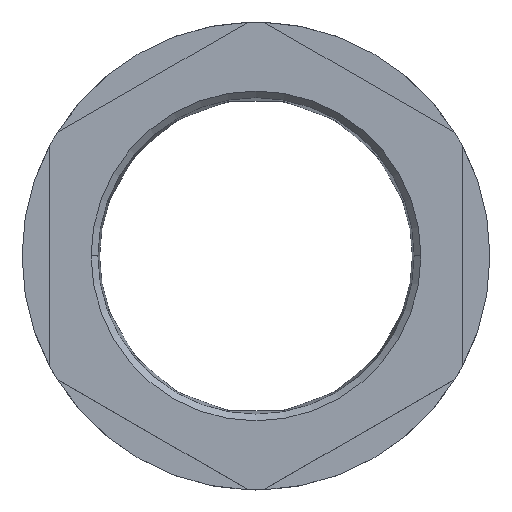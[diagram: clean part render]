
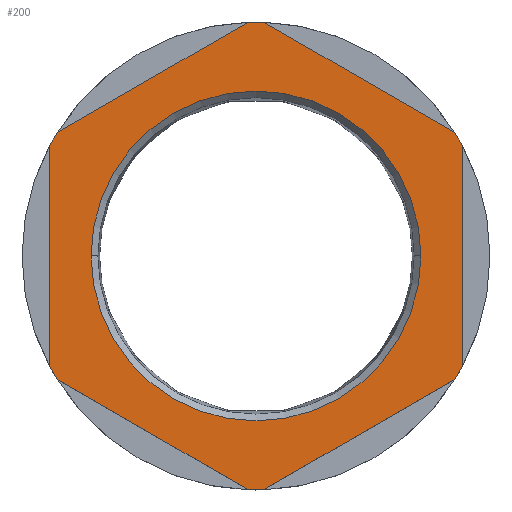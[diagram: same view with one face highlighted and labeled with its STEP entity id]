
A CAD part, top view. The second image highlights one B-rep face of the part: STEP entity #200.
In plain terms, the highlighted planar face has unit normal (0, 0, 1).
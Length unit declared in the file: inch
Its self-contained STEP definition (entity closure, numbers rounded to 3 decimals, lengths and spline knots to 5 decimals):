
#3 = LINE ( 'NONE', #432, #92 ) ;
#4 = ORIENTED_EDGE ( 'NONE', *, *, #259, .T. ) ;
#5 = AXIS2_PLACEMENT_3D ( 'NONE', #652, #649, #644 ) ;
#6 = ORIENTED_EDGE ( 'NONE', *, *, #362, .T. ) ;
#18 = ORIENTED_EDGE ( 'NONE', *, *, #148, .T. ) ;
#28 = ORIENTED_EDGE ( 'NONE', *, *, #404, .T. ) ;
#44 = ORIENTED_EDGE ( 'NONE', *, *, #419, .T. ) ;
#54 = EDGE_CURVE ( 'NONE', #556, #341, #142, .T. ) ;
#59 = VECTOR ( 'NONE', #456, 39.37008 ) ;
#61 = LINE ( 'NONE', #463, #59 ) ;
#62 = VECTOR ( 'NONE', #492, 39.37008 ) ;
#75 = VECTOR ( 'NONE', #441, 39.37008 ) ;
#87 = EDGE_CURVE ( 'NONE', #621, #315, #171, .T. ) ;
#92 = VECTOR ( 'NONE', #427, 39.37008 ) ;
#103 = EDGE_CURVE ( 'NONE', #417, #624, #177, .T. ) ;
#105 = ORIENTED_EDGE ( 'NONE', *, *, #403, .T. ) ;
#115 = CARTESIAN_POINT ( 'NONE',  ( -0.807, -0.43125, 0.138 ) ) ;
#116 = CARTESIAN_POINT ( 'NONE',  ( 0.77697, -0.48326, 0.138 ) ) ;
#125 = VERTEX_POINT ( 'NONE', #637 ) ;
#134 = AXIS2_PLACEMENT_3D ( 'NONE', #487, #486, #485 ) ;
#141 = ORIENTED_EDGE ( 'NONE', *, *, #54, .T. ) ;
#142 = CIRCLE ( 'NONE', #274, 0.915 ) ;
#148 = EDGE_CURVE ( 'NONE', #656, #125, #188, .T. ) ;
#161 = AXIS2_PLACEMENT_3D ( 'NONE', #687, #592, #590 ) ;
#171 = CIRCLE ( 'NONE', #235, 0.645 ) ;
#177 = CIRCLE ( 'NONE', #185, 0.915 ) ;
#185 = AXIS2_PLACEMENT_3D ( 'NONE', #661, #691, #392 ) ;
#188 = CIRCLE ( 'NONE', #161, 0.915 ) ;
#200 = ADVANCED_FACE ( 'NONE', ( #216, #204 ), #476, .T. ) ;
#204 = FACE_OUTER_BOUND ( 'NONE', #567, .T. ) ;
#216 = FACE_BOUND ( 'NONE', #678, .T. ) ;
#226 = CARTESIAN_POINT ( 'NONE',  ( -0.77697, 0.48326, 0.138 ) ) ;
#235 = AXIS2_PLACEMENT_3D ( 'NONE', #688, #710, #669 ) ;
#238 = CIRCLE ( 'NONE', #5, 0.915 ) ;
#243 = CARTESIAN_POINT ( 'NONE',  ( 0.77697, 0.48326, 0.138 ) ) ;
#246 = CIRCLE ( 'NONE', #643, 0.915 ) ;
#247 = CARTESIAN_POINT ( 'NONE',  ( -0.645, 0., 0.138 ) ) ;
#253 = CIRCLE ( 'NONE', #318, 0.915 ) ;
#259 = EDGE_CURVE ( 'NONE', #699, #493, #238, .T. ) ;
#274 = AXIS2_PLACEMENT_3D ( 'NONE', #320, #517, #683 ) ;
#276 = CIRCLE ( 'NONE', #134, 0.645 ) ;
#283 = LINE ( 'NONE', #484, #287 ) ;
#286 = EDGE_CURVE ( 'NONE', #636, #482, #246, .T. ) ;
#287 = VECTOR ( 'NONE', #483, 39.37008 ) ;
#288 = LINE ( 'NONE', #457, #75 ) ;
#290 = VECTOR ( 'NONE', #464, 39.37008 ) ;
#293 = LINE ( 'NONE', #470, #290 ) ;
#294 = LINE ( 'NONE', #478, #62 ) ;
#301 = CARTESIAN_POINT ( 'NONE',  ( -0.03003, -0.91451, 0.138 ) ) ;
#311 = CARTESIAN_POINT ( 'NONE',  ( 0.03003, 0.91451, 0.138 ) ) ;
#315 = VERTEX_POINT ( 'NONE', #601 ) ;
#318 = AXIS2_PLACEMENT_3D ( 'NONE', #540, #539, #536 ) ;
#320 = CARTESIAN_POINT ( 'NONE',  ( 0., 0., 0.138 ) ) ;
#341 = VERTEX_POINT ( 'NONE', #562 ) ;
#362 = EDGE_CURVE ( 'NONE', #700, #426, #253, .T. ) ;
#368 = ORIENTED_EDGE ( 'NONE', *, *, #286, .T. ) ;
#375 = ORIENTED_EDGE ( 'NONE', *, *, #405, .T. ) ;
#379 = CARTESIAN_POINT ( 'NONE',  ( 0.807, -0.43125, 0.138 ) ) ;
#381 = CARTESIAN_POINT ( 'NONE',  ( 0.03003, -0.91451, 0.138 ) ) ;
#387 = EDGE_CURVE ( 'NONE', #315, #621, #276, .T. ) ;
#392 = DIRECTION ( 'NONE',  ( 1., 0., 0. ) ) ;
#395 = EDGE_CURVE ( 'NONE', #125, #700, #283, .T. ) ;
#403 = EDGE_CURVE ( 'NONE', #426, #636, #294, .T. ) ;
#404 = EDGE_CURVE ( 'NONE', #482, #699, #293, .T. ) ;
#405 = EDGE_CURVE ( 'NONE', #493, #417, #61, .T. ) ;
#415 = ORIENTED_EDGE ( 'NONE', *, *, #451, .T. ) ;
#416 = DIRECTION ( 'NONE',  ( 1., 0., 0. ) ) ;
#417 = VERTEX_POINT ( 'NONE', #468 ) ;
#419 = EDGE_CURVE ( 'NONE', #624, #556, #288, .T. ) ;
#426 = VERTEX_POINT ( 'NONE', #438 ) ;
#427 = DIRECTION ( 'NONE',  ( -0.866, -0.5, 0. ) ) ;
#432 = CARTESIAN_POINT ( 'NONE',  ( -0.4035, 0.69888, 0.138 ) ) ;
#433 = DIRECTION ( 'NONE',  ( 0., 0., 1. ) ) ;
#438 = CARTESIAN_POINT ( 'NONE',  ( -0.77697, -0.48326, 0.138 ) ) ;
#441 = DIRECTION ( 'NONE',  ( -0.866, 0.5, 0. ) ) ;
#451 = EDGE_CURVE ( 'NONE', #341, #656, #3, .T. ) ;
#455 = CARTESIAN_POINT ( 'NONE',  ( 0., 0., 0.138 ) ) ;
#456 = DIRECTION ( 'NONE',  ( 0., 1., 0. ) ) ;
#457 = CARTESIAN_POINT ( 'NONE',  ( 0.4035, 0.69888, 0.138 ) ) ;
#460 = ORIENTED_EDGE ( 'NONE', *, *, #387, .F. ) ;
#463 = CARTESIAN_POINT ( 'NONE',  ( 0.807, 0., 0.138 ) ) ;
#464 = DIRECTION ( 'NONE',  ( 0.866, 0.5, 0. ) ) ;
#468 = CARTESIAN_POINT ( 'NONE',  ( 0.807, 0.43125, 0.138 ) ) ;
#470 = CARTESIAN_POINT ( 'NONE',  ( 0.4035, -0.69888, 0.138 ) ) ;
#476 = PLANE ( 'NONE',  #631 ) ;
#478 = CARTESIAN_POINT ( 'NONE',  ( -0.4035, -0.69888, 0.138 ) ) ;
#482 = VERTEX_POINT ( 'NONE', #381 ) ;
#483 = DIRECTION ( 'NONE',  ( 0., -1., 0. ) ) ;
#484 = CARTESIAN_POINT ( 'NONE',  ( -0.807, 0., 0.138 ) ) ;
#485 = DIRECTION ( 'NONE',  ( 1., 0., 0. ) ) ;
#486 = DIRECTION ( 'NONE',  ( 0., 0., 1. ) ) ;
#487 = CARTESIAN_POINT ( 'NONE',  ( 0., 0., 0.138 ) ) ;
#492 = DIRECTION ( 'NONE',  ( 0.866, -0.5, 0. ) ) ;
#493 = VERTEX_POINT ( 'NONE', #379 ) ;
#513 = ORIENTED_EDGE ( 'NONE', *, *, #103, .T. ) ;
#517 = DIRECTION ( 'NONE',  ( 0., 0., 1. ) ) ;
#536 = DIRECTION ( 'NONE',  ( 1., 0., 0. ) ) ;
#539 = DIRECTION ( 'NONE',  ( 0., 0., 1. ) ) ;
#540 = CARTESIAN_POINT ( 'NONE',  ( 0., 0., 0.138 ) ) ;
#556 = VERTEX_POINT ( 'NONE', #311 ) ;
#558 = ORIENTED_EDGE ( 'NONE', *, *, #395, .T. ) ;
#562 = CARTESIAN_POINT ( 'NONE',  ( -0.03003, 0.91451, 0.138 ) ) ;
#567 = EDGE_LOOP ( 'NONE', ( #18, #558, #6, #105, #368, #28, #4, #375, #513, #44, #141, #415 ) ) ;
#590 = DIRECTION ( 'NONE',  ( 1., 0., 0. ) ) ;
#592 = DIRECTION ( 'NONE',  ( 0., 0., 1. ) ) ;
#601 = CARTESIAN_POINT ( 'NONE',  ( 0.645, 0., 0.138 ) ) ;
#603 = DIRECTION ( 'NONE',  ( 1., 0., 0. ) ) ;
#604 = DIRECTION ( 'NONE',  ( 0., 0., 1. ) ) ;
#606 = CARTESIAN_POINT ( 'NONE',  ( 0., 0., 0.138 ) ) ;
#621 = VERTEX_POINT ( 'NONE', #247 ) ;
#624 = VERTEX_POINT ( 'NONE', #243 ) ;
#631 = AXIS2_PLACEMENT_3D ( 'NONE', #455, #433, #416 ) ;
#636 = VERTEX_POINT ( 'NONE', #301 ) ;
#637 = CARTESIAN_POINT ( 'NONE',  ( -0.807, 0.43125, 0.138 ) ) ;
#643 = AXIS2_PLACEMENT_3D ( 'NONE', #606, #604, #603 ) ;
#644 = DIRECTION ( 'NONE',  ( 1., 0., 0. ) ) ;
#649 = DIRECTION ( 'NONE',  ( 0., 0., 1. ) ) ;
#652 = CARTESIAN_POINT ( 'NONE',  ( 0., 0., 0.138 ) ) ;
#656 = VERTEX_POINT ( 'NONE', #226 ) ;
#657 = ORIENTED_EDGE ( 'NONE', *, *, #87, .F. ) ;
#661 = CARTESIAN_POINT ( 'NONE',  ( 0., 0., 0.138 ) ) ;
#669 = DIRECTION ( 'NONE',  ( 1., 0., 0. ) ) ;
#678 = EDGE_LOOP ( 'NONE', ( #460, #657 ) ) ;
#683 = DIRECTION ( 'NONE',  ( 1., 0., 0. ) ) ;
#687 = CARTESIAN_POINT ( 'NONE',  ( 0., 0., 0.138 ) ) ;
#688 = CARTESIAN_POINT ( 'NONE',  ( 0., 0., 0.138 ) ) ;
#691 = DIRECTION ( 'NONE',  ( 0., 0., 1. ) ) ;
#699 = VERTEX_POINT ( 'NONE', #116 ) ;
#700 = VERTEX_POINT ( 'NONE', #115 ) ;
#710 = DIRECTION ( 'NONE',  ( 0., 0., 1. ) ) ;
